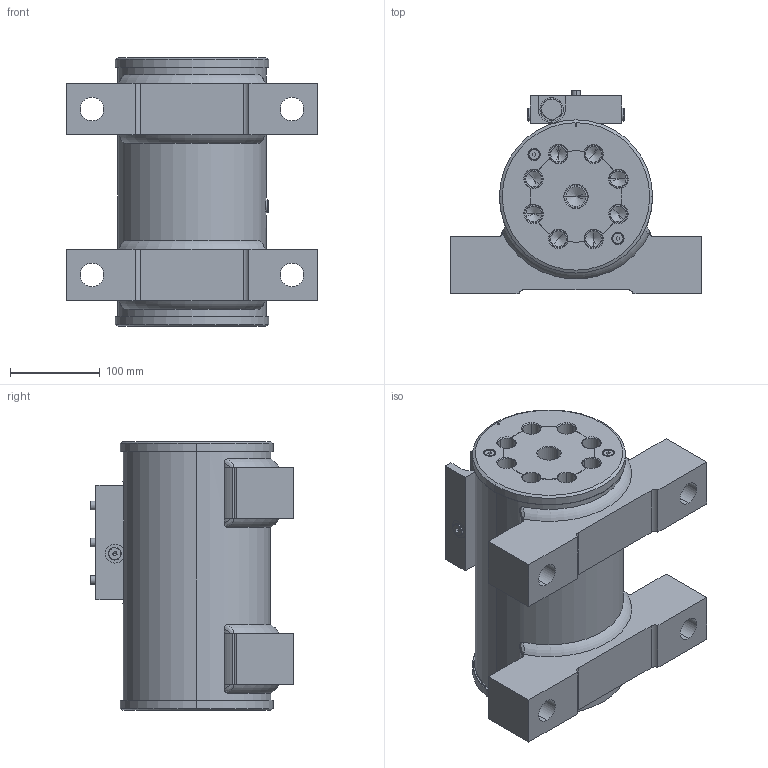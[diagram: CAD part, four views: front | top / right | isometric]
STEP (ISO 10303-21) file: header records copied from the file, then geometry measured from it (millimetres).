
FILE_DESCRIPTION (( 'STEP AP214' ), '1' );
FILE_NAME ('32008D-CM.CYLH.STEP', '2021-03-26T20:09:03', ( '' ), ( '' ), 'SwSTEP 2.0', 'SolidWorks 2018', '' );
FILE_SCHEMA (( 'AUTOMOTIVE_DESIGN' ));
Length unit declared in the file: inch
Products named in the file (1): 32008D-CM.CYLH
Bounding box: 279.4 x 226.31 x 298.45 mm (x, y, z)
Volume: 8006993.7 mm3; surface area: 580256.5 mm2
Topology: 25 solids, 26 shells, 1785 faces, 5121 edges, 3550 vertices
Faces by surface type: cylinder 614, plane 488, cone 346, torus 171, bspline 166
Entity records: 94287 total; most frequent: CARTESIAN_POINT 25376, ORIENTED_EDGE 10118, DIRECTION 8635, EDGE_CURVE 5059, VERTEX_POINT 3550, AXIS2_PLACEMENT_3D 3292, EDGE_LOOP 2081, LINE 2051
